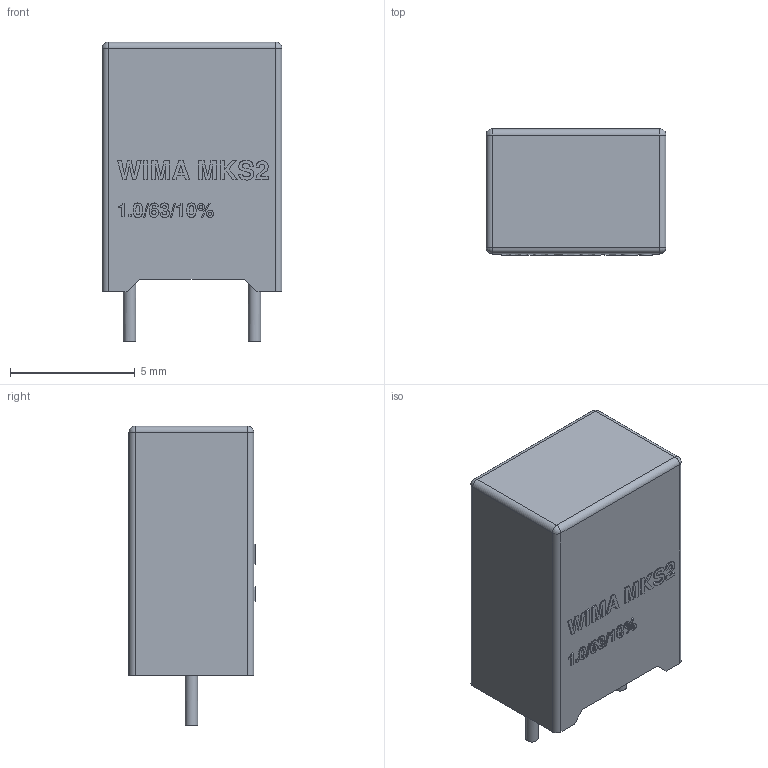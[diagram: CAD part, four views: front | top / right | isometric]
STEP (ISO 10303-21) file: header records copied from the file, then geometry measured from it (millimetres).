
FILE_DESCRIPTION(('FreeCAD Model'),'2;1');
FILE_NAME('MKS2C041001F00KSSD.step','2019-07-04T13:24:07',('' ),(''),'Open CASCADE STEP processor 7.3','FreeCAD','Unknown');
FILE_SCHEMA(('AUTOMOTIVE_DESIGN { 1 0 10303 214 1 1 1 1 }'));
Length unit declared in the file: millimetre
Products named in the file (1): MKS2C041001F00KSSD
Bounding box: 7.2 x 5.05 x 12 mm (x, y, z)
Volume: 202.1 mm3; surface area: 634.1 mm2
Topology: 1 solids, 1 shells, 355 faces, 970 edges, 641 vertices
Faces by surface type: extrusion 182, plane 158, cylinder 10, sphere 4, bspline 1
Full cylindrical faces by diameter (mm): 0.5 x2
Entity records: 14192 total; most frequent: CARTESIAN_POINT 3436, ORIENTED_EDGE 1932, DIRECTION 1139, EDGE_CURVE 966, VECTOR 757, VERTEX_POINT 641, LINE 575, B_SPLINE_CURVE_WITH_KNOTS 555
